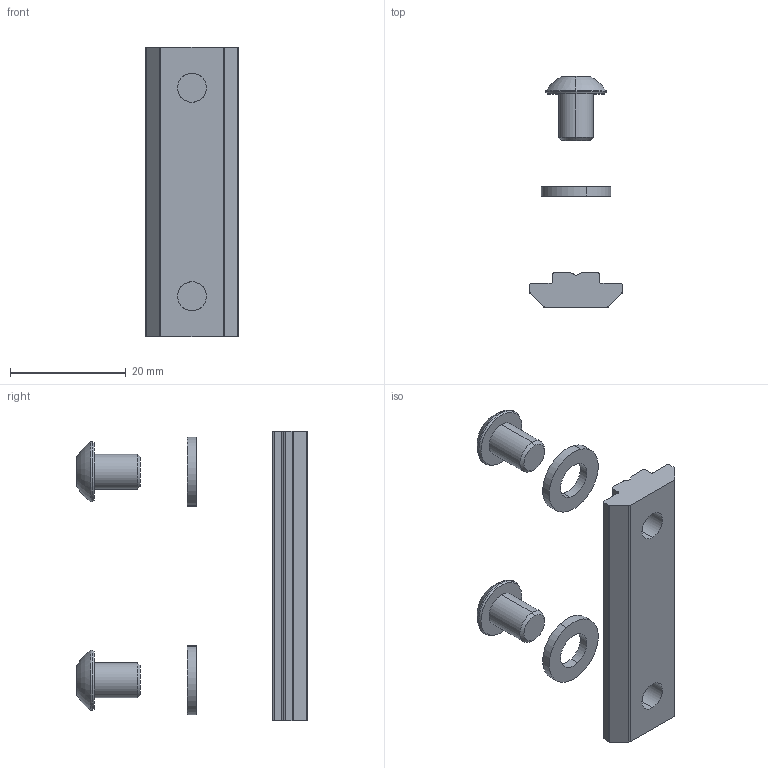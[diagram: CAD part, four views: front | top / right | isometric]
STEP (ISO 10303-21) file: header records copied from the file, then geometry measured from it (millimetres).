
FILE_DESCRIPTION (( 'STEP AP214' ), '1' );
FILE_NAME ('096010s46.STEP', '2013-02-20T11:12:01', ( '' ), ( '' ), 'SwSTEP 2.0', 'SolidWorks 2012', '' );
FILE_SCHEMA (( 'AUTOMOTIVE_DESIGN' ));
Length unit declared in the file: millimetre
Products named in the file (4): 096010s46; 4iso7380m0608m_4 iso 7380 m06 20 m; 4din125am6m_Standard; 096010s04_Standard
Assembly tree (5 placements, depth 2):
  096010s46
    096010s04_Standard
    4din125am6m_Standard  x2
    4iso7380m0608m_4 iso 7380 m06 20 m  x2
Bounding box: 16 x 39.83 x 50 mm (x, y, z)
Volume: 4445.1 mm3; surface area: 3577.5 mm2
Topology: 5 solids, 5 shells, 98 faces, 242 edges, 156 vertices
Faces by surface type: plane 43, cylinder 35, torus 12, cone 8
Entity records: 2498 total; most frequent: CARTESIAN_POINT 454, DIRECTION 380, ORIENTED_EDGE 368, EDGE_CURVE 184, AXIS2_PLACEMENT_3D 142, VERTEX_POINT 120, VECTOR 96, LINE 96
